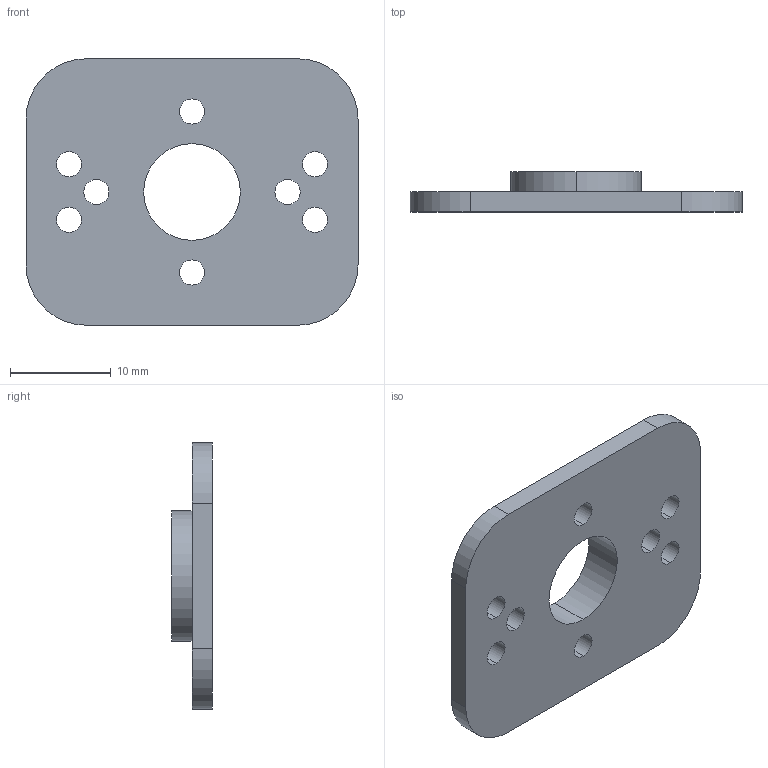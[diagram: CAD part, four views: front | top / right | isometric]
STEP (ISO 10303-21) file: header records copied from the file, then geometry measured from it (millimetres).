
FILE_DESCRIPTION (( 'STEP AP203' ), '1' );
FILE_NAME ('萇儂盓殤党淏1.25.STEP', '2022-01-17T16:23:18', ( '' ), ( '' ), 'SwSTEP 2.0', 'SolidWorks 2020', '' );
FILE_SCHEMA (( 'CONFIG_CONTROL_DESIGN' ));
Length unit declared in the file: millimetre
Products named in the file (1): 萇儂盓殤党淏1.25
Bounding box: 33 x 4 x 26.49 mm (x, y, z)
Volume: 1584.2 mm3; surface area: 2008.9 mm2
Topology: 1 solids, 1 shells, 31 faces, 84 edges, 56 vertices
Faces by surface type: cylinder 24, plane 7
Entity records: 1119 total; most frequent: DIRECTION 196, CARTESIAN_POINT 172, ORIENTED_EDGE 168, EDGE_CURVE 84, AXIS2_PLACEMENT_3D 80, VERTEX_POINT 56, EDGE_LOOP 50, CIRCLE 48
